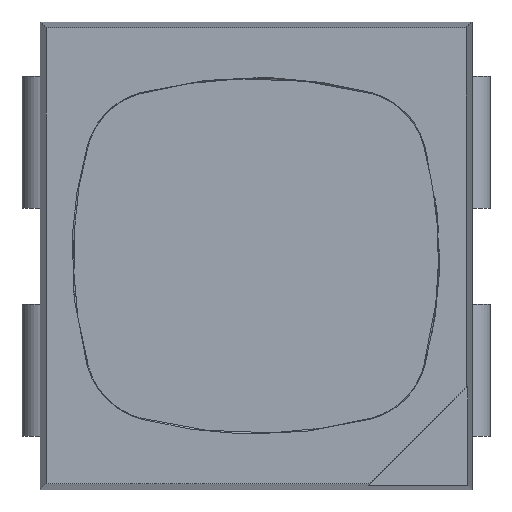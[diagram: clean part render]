
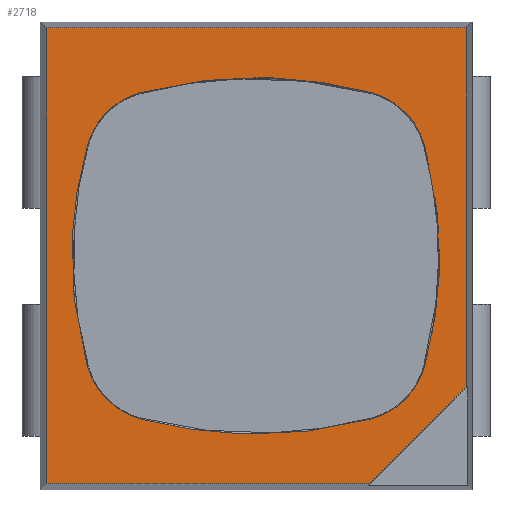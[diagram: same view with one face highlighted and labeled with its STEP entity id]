
A CAD part, top view. The second image highlights one B-rep face of the part: STEP entity #2718.
In plain terms, the highlighted face is planar.
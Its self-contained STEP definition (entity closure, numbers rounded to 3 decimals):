
#1954=CARTESIAN_POINT('',(-0.48,-0.68,0.));
#1955=CARTESIAN_POINT('',(-0.401,-0.7,0.));
#1956=CARTESIAN_POINT('',(-0.242,-0.732,0.));
#1957=CARTESIAN_POINT('',(-0.001,-0.748,0.));
#1958=CARTESIAN_POINT('',(0.241,-0.732,0.));
#1959=CARTESIAN_POINT('',(0.401,-0.701,0.));
#1960=CARTESIAN_POINT('',(0.48,-0.68,0.));
#1962=CARTESIAN_POINT('',(-0.703,-0.46,0.));
#1963=CARTESIAN_POINT('',(-0.697,-0.48,0.));
#1964=CARTESIAN_POINT('',(-0.68,-0.526,0.));
#1965=CARTESIAN_POINT('',(-0.631,-0.595,0.));
#1966=CARTESIAN_POINT('',(-0.56,-0.651,0.));
#1967=CARTESIAN_POINT('',(-0.506,-0.673,0.));
#1968=CARTESIAN_POINT('',(-0.48,-0.68,0.));
#1970=CARTESIAN_POINT('',(-0.703,0.46,0.));
#1971=CARTESIAN_POINT('',(-0.707,0.441,0.));
#1972=CARTESIAN_POINT('',(-0.717,0.404,0.));
#1973=CARTESIAN_POINT('',(-0.733,0.333,0.));
#1974=CARTESIAN_POINT('',(-0.749,0.246,0.));
#1975=CARTESIAN_POINT('',(-0.762,0.141,0.));
#1976=CARTESIAN_POINT('',(-0.769,0.034,0.));
#1977=CARTESIAN_POINT('',(-0.768,-0.077,0.));
#1978=CARTESIAN_POINT('',(-0.757,-0.195,0.));
#1979=CARTESIAN_POINT('',(-0.74,-0.3,0.));
#1980=CARTESIAN_POINT('',(-0.721,-0.389,0.));
#1981=CARTESIAN_POINT('',(-0.709,-0.436,0.));
#1982=CARTESIAN_POINT('',(-0.703,-0.46,0.));
#1984=CARTESIAN_POINT('',(-0.401,0.377,0.));
#1985=DIRECTION('',(0.,0.,1.));
#1986=DIRECTION('',(-0.253,0.968,0.));
#1987=AXIS2_PLACEMENT_3D('',#1984,#1985,#1986);
#1989=CARTESIAN_POINT('',(0.48,0.68,0.));
#1990=CARTESIAN_POINT('',(0.401,0.701,0.));
#1991=CARTESIAN_POINT('',(0.241,0.732,0.));
#1992=CARTESIAN_POINT('',(-0.001,0.748,0.));
#1993=CARTESIAN_POINT('',(-0.242,0.732,0.));
#1994=CARTESIAN_POINT('',(-0.401,0.7,0.));
#1995=CARTESIAN_POINT('',(-0.48,0.68,0.));
#1997=CARTESIAN_POINT('',(0.703,0.46,0.));
#1998=CARTESIAN_POINT('',(0.697,0.48,0.));
#1999=CARTESIAN_POINT('',(0.68,0.526,0.));
#2000=CARTESIAN_POINT('',(0.631,0.595,0.));
#2001=CARTESIAN_POINT('',(0.56,0.651,0.));
#2002=CARTESIAN_POINT('',(0.506,0.673,0.));
#2003=CARTESIAN_POINT('',(0.48,0.68,0.));
#2005=CARTESIAN_POINT('',(0.703,-0.46,0.));
#2006=CARTESIAN_POINT('',(0.707,-0.441,0.));
#2007=CARTESIAN_POINT('',(0.717,-0.404,0.));
#2008=CARTESIAN_POINT('',(0.732,-0.333,0.));
#2009=CARTESIAN_POINT('',(0.748,-0.246,0.));
#2010=CARTESIAN_POINT('',(0.76,-0.141,0.));
#2011=CARTESIAN_POINT('',(0.766,-0.034,0.));
#2012=CARTESIAN_POINT('',(0.765,0.077,0.));
#2013=CARTESIAN_POINT('',(0.755,0.195,0.));
#2014=CARTESIAN_POINT('',(0.74,0.3,0.));
#2015=CARTESIAN_POINT('',(0.721,0.389,0.));
#2016=CARTESIAN_POINT('',(0.709,0.436,0.));
#2017=CARTESIAN_POINT('',(0.703,0.46,0.));
#2019=CARTESIAN_POINT('',(0.401,-0.377,0.));
#2020=DIRECTION('',(0.,0.,1.));
#2021=DIRECTION('',(0.253,-0.968,0.));
#2022=AXIS2_PLACEMENT_3D('',#2019,#2020,#2021);
#2024=DIRECTION('',(-0.707,0.707,0.));
#2025=VECTOR('',#2024,0.566);
#2026=CARTESIAN_POINT('',(0.875,0.55,0.));
#2027=LINE('',#2026,#2025);
#2028=DIRECTION('',(-1.,0.,0.));
#2029=VECTOR('',#2028,1.35);
#2030=CARTESIAN_POINT('',(0.475,0.95,0.));
#2031=LINE('',#2030,#2029);
#2032=DIRECTION('',(0.,-1.,0.));
#2033=VECTOR('',#2032,1.9);
#2034=CARTESIAN_POINT('',(-0.875,0.95,0.));
#2035=LINE('',#2034,#2033);
#2036=DIRECTION('',(1.,0.,0.));
#2037=VECTOR('',#2036,1.75);
#2038=CARTESIAN_POINT('',(-0.875,-0.95,0.));
#2039=LINE('',#2038,#2037);
#2040=DIRECTION('',(0.,1.,0.));
#2041=VECTOR('',#2040,1.5);
#2042=CARTESIAN_POINT('',(0.875,-0.95,0.));
#2043=LINE('',#2042,#2041);
#2272=CARTESIAN_POINT('',(-0.875,0.95,0.));
#2273=CARTESIAN_POINT('',(-0.875,-0.95,0.));
#2274=VERTEX_POINT('',#2272);
#2275=VERTEX_POINT('',#2273);
#2276=CARTESIAN_POINT('',(0.875,-0.95,0.));
#2277=VERTEX_POINT('',#2276);
#2286=VERTEX_POINT('',#1954);
#2287=VERTEX_POINT('',#1960);
#2288=VERTEX_POINT('',#1970);
#2289=VERTEX_POINT('',#1982);
#2348=CARTESIAN_POINT('',(0.875,0.55,0.));
#2349=CARTESIAN_POINT('',(0.475,0.95,0.));
#2350=VERTEX_POINT('',#2348);
#2351=VERTEX_POINT('',#2349);
#2358=CARTESIAN_POINT('',(0.703,-0.46,0.));
#2359=VERTEX_POINT('',#2358);
#2360=VERTEX_POINT('',#1989);
#2361=VERTEX_POINT('',#1995);
#2362=VERTEX_POINT('',#1997);
#2687=CARTESIAN_POINT('',(0.,0.,0.));
#2688=DIRECTION('',(0.,0.,1.));
#2689=DIRECTION('',(1.,0.,0.));
#2690=AXIS2_PLACEMENT_3D('',#2687,#2688,#2689);
#2691=PLANE('',#2690);
#2693=ORIENTED_EDGE('',*,*,#2692,.T.);
#2694=ORIENTED_EDGE('',*,*,#2667,.T.);
#2695=ORIENTED_EDGE('',*,*,#2679,.T.);
#2696=ORIENTED_EDGE('',*,*,#2616,.T.);
#2697=ORIENTED_EDGE('',*,*,#2633,.T.);
#2698=EDGE_LOOP('',(#2693,#2694,#2695,#2696,#2697));
#2699=FACE_OUTER_BOUND('',#2698,.F.);
#2701=ORIENTED_EDGE('',*,*,#2700,.F.);
#2703=ORIENTED_EDGE('',*,*,#2702,.F.);
#2705=ORIENTED_EDGE('',*,*,#2704,.F.);
#2707=ORIENTED_EDGE('',*,*,#2706,.F.);
#2709=ORIENTED_EDGE('',*,*,#2708,.F.);
#2711=ORIENTED_EDGE('',*,*,#2710,.F.);
#2713=ORIENTED_EDGE('',*,*,#2712,.F.);
#2715=ORIENTED_EDGE('',*,*,#2714,.F.);
#2716=EDGE_LOOP('',(#2701,#2703,#2705,#2707,#2709,#2711,#2713,#2715));
#2717=FACE_BOUND('',#2716,.F.);
#2718=ADVANCED_FACE('',(#2699,#2717),#2691,.F.);
#1961=B_SPLINE_CURVE_WITH_KNOTS('',3,(#1954,#1955,#1956,#1957,#1958,#1959,
#1960),.UNSPECIFIED.,.F.,.F.,(4,1,1,1,4),(0.,0.252,
0.499,0.747,1.),.UNSPECIFIED.);
#1969=B_SPLINE_CURVE_WITH_KNOTS('',3,(#1962,#1963,#1964,#1965,#1966,#1967,
#1968),.UNSPECIFIED.,.F.,.F.,(4,1,1,1,4),(0.,0.25,0.5,0.75,1.),
.UNSPECIFIED.);
#1983=B_SPLINE_CURVE_WITH_KNOTS('',3,(#1970,#1971,#1972,#1973,#1974,#1975,#1976,
#1977,#1978,#1979,#1980,#1981,#1982),.UNSPECIFIED.,.F.,.F.,(4,1,1,1,1,1,1,1,1,1,
4),(0.,0.063,0.125,0.25,0.375,0.5,0.625,0.75,0.875,0.938,
1.),.UNSPECIFIED.);
#1988=CIRCLE('',#1987,0.313);
#1996=B_SPLINE_CURVE_WITH_KNOTS('',3,(#1989,#1990,#1991,#1992,#1993,#1994,
#1995),.UNSPECIFIED.,.F.,.F.,(4,1,1,1,4),(0.,0.253,
0.501,0.748,1.),.UNSPECIFIED.);
#2004=B_SPLINE_CURVE_WITH_KNOTS('',3,(#1997,#1998,#1999,#2000,#2001,#2002,
#2003),.UNSPECIFIED.,.F.,.F.,(4,1,1,1,4),(0.,0.25,0.5,0.75,1.),
.UNSPECIFIED.);
#2018=B_SPLINE_CURVE_WITH_KNOTS('',3,(#2005,#2006,#2007,#2008,#2009,#2010,#2011,
#2012,#2013,#2014,#2015,#2016,#2017),.UNSPECIFIED.,.F.,.F.,(4,1,1,1,1,1,1,1,1,1,
4),(0.,0.063,0.125,0.25,0.375,0.5,0.625,0.75,0.875,0.938,
1.),.UNSPECIFIED.);
#2023=CIRCLE('',#2022,0.313);
#2616=EDGE_CURVE('',#2275,#2277,#2039,.T.);
#2633=EDGE_CURVE('',#2277,#2350,#2043,.T.);
#2667=EDGE_CURVE('',#2351,#2274,#2031,.T.);
#2679=EDGE_CURVE('',#2274,#2275,#2035,.T.);
#2692=EDGE_CURVE('',#2350,#2351,#2027,.T.);
#2700=EDGE_CURVE('',#2286,#2287,#1961,.T.);
#2702=EDGE_CURVE('',#2289,#2286,#1969,.T.);
#2704=EDGE_CURVE('',#2288,#2289,#1983,.T.);
#2706=EDGE_CURVE('',#2361,#2288,#1988,.T.);
#2708=EDGE_CURVE('',#2360,#2361,#1996,.T.);
#2710=EDGE_CURVE('',#2362,#2360,#2004,.T.);
#2712=EDGE_CURVE('',#2359,#2362,#2018,.T.);
#2714=EDGE_CURVE('',#2287,#2359,#2023,.T.);
